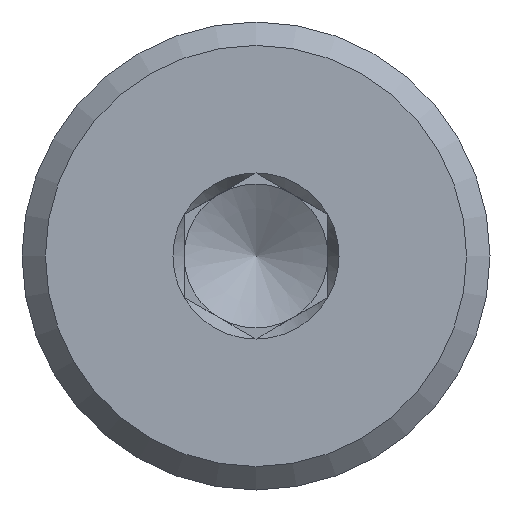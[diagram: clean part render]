
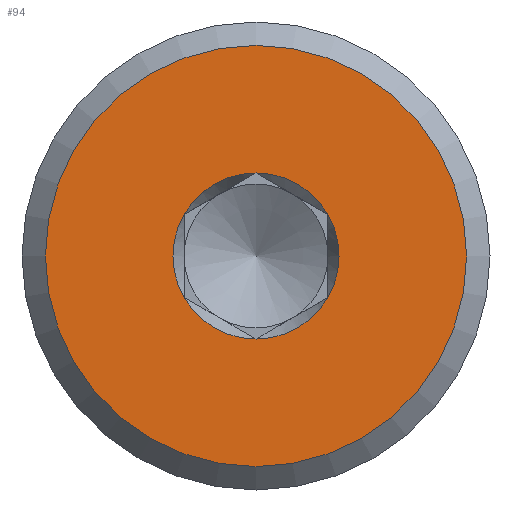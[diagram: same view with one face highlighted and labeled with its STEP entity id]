
A CAD part, left-side view. The second image highlights one B-rep face of the part: STEP entity #94.
In plain terms, the highlighted planar face has unit normal (-1, 0, 0).
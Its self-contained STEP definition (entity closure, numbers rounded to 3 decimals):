
#94 = ADVANCED_FACE( '', ( #194, #195 ), #196, .F. );
#194 = FACE_OUTER_BOUND( '', #341, .T. );
#195 = FACE_BOUND( '', #342, .T. );
#196 = PLANE( '', #343 );
#341 = EDGE_LOOP( '', ( #565 ) );
#342 = EDGE_LOOP( '', ( #566, #567, #568, #569, #570, #571 ) );
#343 = AXIS2_PLACEMENT_3D( '', #572, #573, #574 );
#565 = ORIENTED_EDGE( '', *, *, #939, .F. );
#566 = ORIENTED_EDGE( '', *, *, #940, .T. );
#567 = ORIENTED_EDGE( '', *, *, #941, .T. );
#568 = ORIENTED_EDGE( '', *, *, #942, .T. );
#569 = ORIENTED_EDGE( '', *, *, #943, .T. );
#570 = ORIENTED_EDGE( '', *, *, #944, .T. );
#571 = ORIENTED_EDGE( '', *, *, #945, .T. );
#572 = CARTESIAN_POINT( '', ( -7., 2.887, 0. ) );
#573 = DIRECTION( '', ( 1., 0., 0. ) );
#574 = DIRECTION( '', ( 0., 0., -1. ) );
#939 = EDGE_CURVE( '', #1120, #1120, #1121, .T. );
#940 = EDGE_CURVE( '', #1015, #1025, #1122, .T. );
#941 = EDGE_CURVE( '', #1025, #1032, #1123, .T. );
#942 = EDGE_CURVE( '', #1032, #1041, #1124, .T. );
#943 = EDGE_CURVE( '', #1041, #1039, #1125, .T. );
#944 = EDGE_CURVE( '', #1039, #1017, #1126, .T. );
#945 = EDGE_CURVE( '', #1017, #1015, #1127, .T. );
#1015 = VERTEX_POINT( '', #1228 );
#1017 = VERTEX_POINT( '', #1231 );
#1025 = VERTEX_POINT( '', #1253 );
#1032 = VERTEX_POINT( '', #1274 );
#1039 = VERTEX_POINT( '', #1293 );
#1041 = VERTEX_POINT( '', #1296 );
#1120 = VERTEX_POINT( '', #1418 );
#1121 = CIRCLE( '', #1419, 7.322 );
#1122 = CIRCLE( '', #1420, 2.887 );
#1123 = CIRCLE( '', #1421, 2.887 );
#1124 = CIRCLE( '', #1422, 2.887 );
#1125 = CIRCLE( '', #1423, 2.887 );
#1126 = CIRCLE( '', #1424, 2.887 );
#1127 = CIRCLE( '', #1425, 2.887 );
#1228 = CARTESIAN_POINT( '', ( -7., 0., -2.887 ) );
#1231 = CARTESIAN_POINT( '', ( -7., -2.5, -1.443 ) );
#1253 = CARTESIAN_POINT( '', ( -7., 2.5, -1.443 ) );
#1274 = CARTESIAN_POINT( '', ( -7., 2.5, 1.443 ) );
#1293 = CARTESIAN_POINT( '', ( -7., -2.5, 1.443 ) );
#1296 = CARTESIAN_POINT( '', ( -7., 0., 2.887 ) );
#1418 = CARTESIAN_POINT( '', ( -7., 0., -7.322 ) );
#1419 = AXIS2_PLACEMENT_3D( '', #1669, #1670, #1671 );
#1420 = AXIS2_PLACEMENT_3D( '', #1672, #1673, #1674 );
#1421 = AXIS2_PLACEMENT_3D( '', #1675, #1676, #1677 );
#1422 = AXIS2_PLACEMENT_3D( '', #1678, #1679, #1680 );
#1423 = AXIS2_PLACEMENT_3D( '', #1681, #1682, #1683 );
#1424 = AXIS2_PLACEMENT_3D( '', #1684, #1685, #1686 );
#1425 = AXIS2_PLACEMENT_3D( '', #1687, #1688, #1689 );
#1669 = CARTESIAN_POINT( '', ( -7., 0., 0. ) );
#1670 = DIRECTION( '', ( 1., 0., 0. ) );
#1671 = DIRECTION( '', ( 0., 0., -1. ) );
#1672 = CARTESIAN_POINT( '', ( -7., 0., 0. ) );
#1673 = DIRECTION( '', ( 1., 0., 0. ) );
#1674 = DIRECTION( '', ( 0., 0., -1. ) );
#1675 = CARTESIAN_POINT( '', ( -7., 0., 0. ) );
#1676 = DIRECTION( '', ( 1., 0., 0. ) );
#1677 = DIRECTION( '', ( 0., 0., -1. ) );
#1678 = CARTESIAN_POINT( '', ( -7., 0., 0. ) );
#1679 = DIRECTION( '', ( 1., 0., 0. ) );
#1680 = DIRECTION( '', ( 0., 0., -1. ) );
#1681 = CARTESIAN_POINT( '', ( -7., 0., 0. ) );
#1682 = DIRECTION( '', ( 1., 0., 0. ) );
#1683 = DIRECTION( '', ( 0., 0., -1. ) );
#1684 = CARTESIAN_POINT( '', ( -7., 0., 0. ) );
#1685 = DIRECTION( '', ( 1., 0., 0. ) );
#1686 = DIRECTION( '', ( 0., 0., -1. ) );
#1687 = CARTESIAN_POINT( '', ( -7., 0., 0. ) );
#1688 = DIRECTION( '', ( 1., 0., 0. ) );
#1689 = DIRECTION( '', ( 0., 0., -1. ) );
